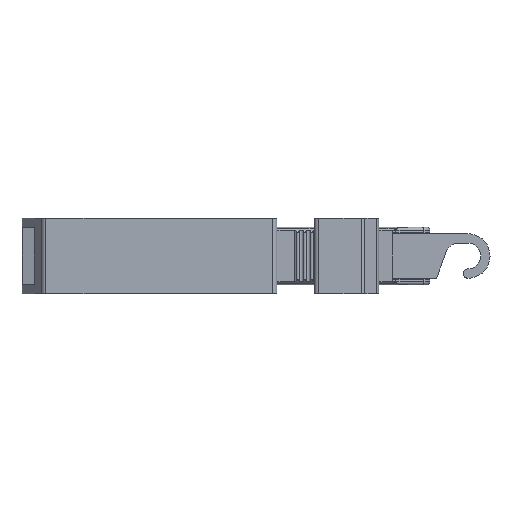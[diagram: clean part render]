
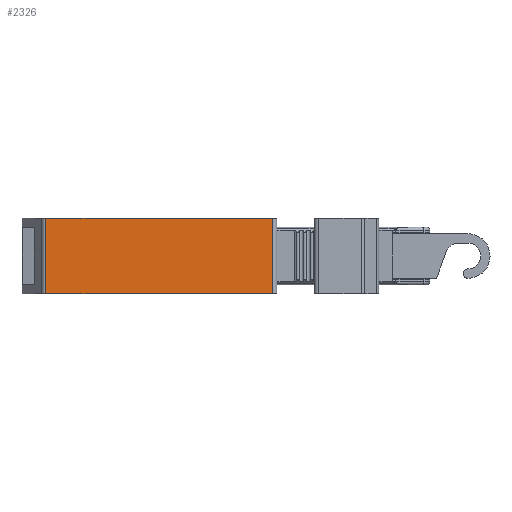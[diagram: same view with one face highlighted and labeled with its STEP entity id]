
A CAD part, front view. The second image highlights one B-rep face of the part: STEP entity #2326.
In plain terms, the highlighted planar face has unit normal (0, -1, 0).
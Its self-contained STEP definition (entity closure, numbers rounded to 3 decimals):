
#110=DIRECTION('',(0.,0.,1.));
#111=VECTOR('',#110,8.1);
#112=CARTESIAN_POINT('',(-24.941,-28.4,-4.05));
#113=LINE('',#112,#111);
#114=DIRECTION('',(1.,0.,0.));
#115=VECTOR('',#114,24.441);
#116=CARTESIAN_POINT('',(-24.941,-28.4,4.05));
#117=LINE('',#116,#115);
#118=DIRECTION('',(0.,0.,-1.));
#119=VECTOR('',#118,8.1);
#120=CARTESIAN_POINT('',(-0.5,-28.4,4.05));
#121=LINE('',#120,#119);
#271=DIRECTION('',(1.,0.,0.));
#272=VECTOR('',#271,24.441);
#273=CARTESIAN_POINT('',(-24.941,-28.4,-4.05));
#274=LINE('',#273,#272);
#1816=CARTESIAN_POINT('',(-24.941,-28.4,-4.05));
#1818=VERTEX_POINT('',#1816);
#1821=CARTESIAN_POINT('',(-0.5,-28.4,-4.05));
#1823=VERTEX_POINT('',#1821);
#1824=CARTESIAN_POINT('',(-0.5,-28.4,4.05));
#1825=VERTEX_POINT('',#1824);
#1899=CARTESIAN_POINT('',(-24.941,-28.4,4.05));
#1901=VERTEX_POINT('',#1899);
#2312=CARTESIAN_POINT('',(-25.36,-28.4,4.05));
#2313=DIRECTION('',(0.,-1.,0.));
#2314=DIRECTION('',(1.,0.,0.));
#2315=AXIS2_PLACEMENT_3D('',#2312,#2313,#2314);
#2316=PLANE('',#2315);
#2318=ORIENTED_EDGE('',*,*,#2317,.T.);
#2319=ORIENTED_EDGE('',*,*,#2245,.T.);
#2321=ORIENTED_EDGE('',*,*,#2320,.T.);
#2323=ORIENTED_EDGE('',*,*,#2322,.F.);
#2324=EDGE_LOOP('',(#2318,#2319,#2321,#2323));
#2325=FACE_OUTER_BOUND('',#2324,.F.);
#2326=ADVANCED_FACE('',(#2325),#2316,.T.);
#2245=EDGE_CURVE('',#1901,#1825,#117,.T.);
#2317=EDGE_CURVE('',#1818,#1901,#113,.T.);
#2320=EDGE_CURVE('',#1825,#1823,#121,.T.);
#2322=EDGE_CURVE('',#1818,#1823,#274,.T.);
